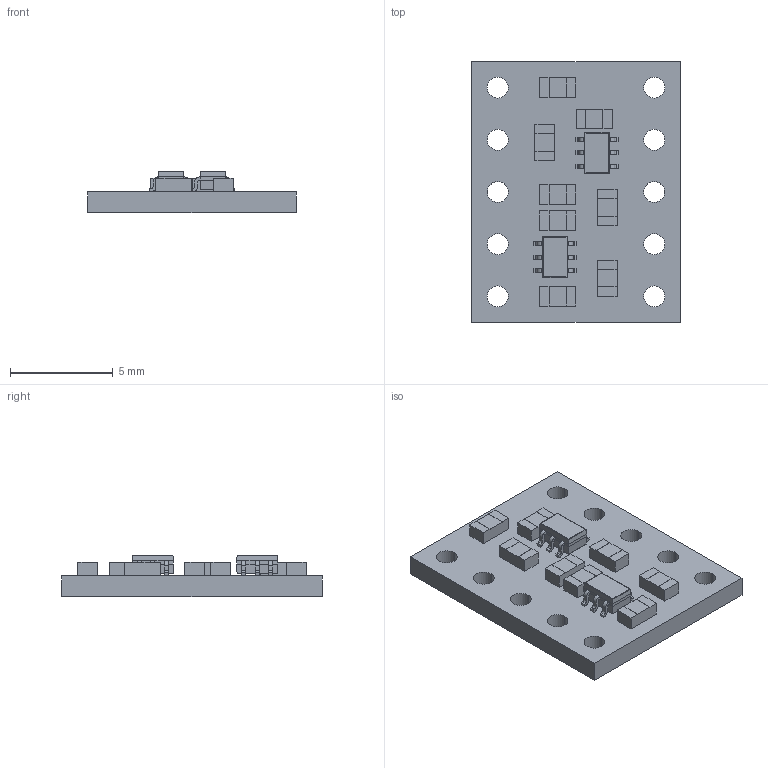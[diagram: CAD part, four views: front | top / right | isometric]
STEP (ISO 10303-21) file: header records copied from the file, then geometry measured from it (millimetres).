
FILE_DESCRIPTION (( 'STEP AP214' ), '1' );
FILE_NAME ('ls01a-for-step.STEP', '2023-12-29T21:49:43', ( '' ), ( '' ), 'SwSTEP 2.0', 'SolidWorks 2023', '' );
FILE_SCHEMA (( 'AUTOMOTIVE_DESIGN' ));
Length unit declared in the file: millimetre
Products named in the file (1): ls01a-for-step
Bounding box: 10.16 x 12.7 x 2.02 mm (x, y, z)
Volume: 136.1 mm3; surface area: 376.7 mm2
Topology: 1 solids, 1 shells, 691 faces, 1870 edges, 1220 vertices
Faces by surface type: plane 422, bspline 173, cylinder 96
Entity records: 34954 total; most frequent: CARTESIAN_POINT 10987, ORIENTED_EDGE 3740, DIRECTION 2706, EDGE_CURVE 1870, LINE 1348, VECTOR 1348, VERTEX_POINT 1220, EDGE_LOOP 770
